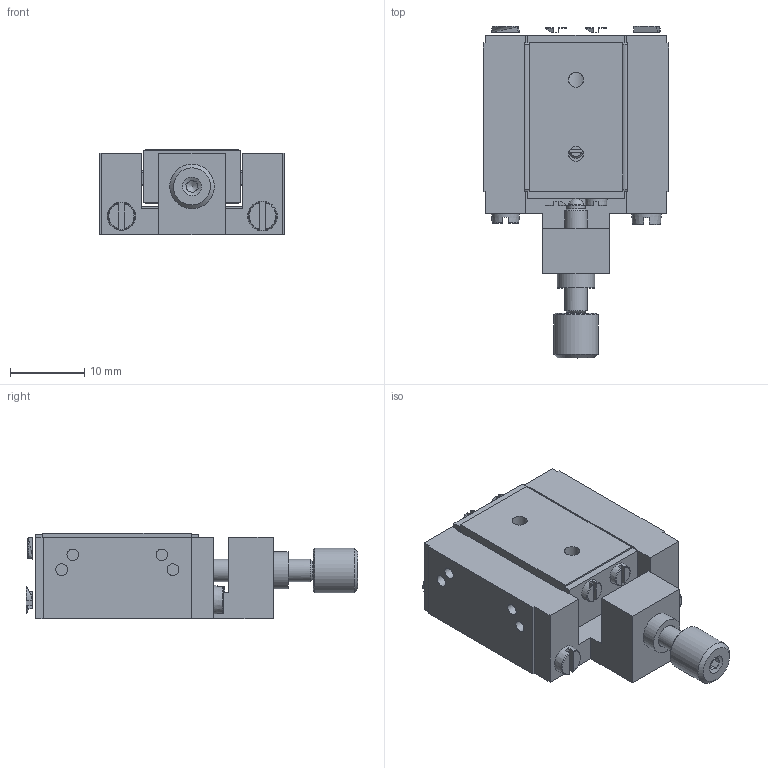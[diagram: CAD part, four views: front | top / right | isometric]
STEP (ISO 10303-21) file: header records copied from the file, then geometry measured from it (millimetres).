
FILE_DESCRIPTION(/* description */ (''),/* implementation_level */ '2;1');
FILE_NAME(/* name */ '02SS_FAS.stp',/* time_stamp */ '2021-12-07T18:41:11+03:00',/* author */ ('NPeplov'),/* organization */ (''),/* preprocessor_version */ 'ST-DEVELOPER v17.2',/* originating_system */ 'Autodesk Inventor 2019',/* authorisation */ '');
FILE_SCHEMA (('AUTOMOTIVE_DESIGN { 1 0 10303 214 3 1 1 }'));
Length unit declared in the file: millimetre
Products named in the file (1): 02SS _ FAS_Shrinkwrap_1
Bounding box: 25 x 44.73 x 11.5 mm (x, y, z)
Volume: 6196 mm3; surface area: 5798.2 mm2
Topology: 2 solids, 2 shells, 254 faces, 697 edges, 468 vertices
Faces by surface type: plane 158, cylinder 42, cone 27, torus 24, sphere 3
Full cylindrical faces by diameter (mm): 1.5 x2, 1.567 x9, 2 x8, 2.013 x6, 2.45 x1, 2.5 x1, 3 x3, 4 x1, 5 x1, 6 x1
Entity records: 8923 total; most frequent: CARTESIAN_POINT 2045, ORIENTED_EDGE 1394, DIRECTION 1351, EDGE_CURVE 697, AXIS2_PLACEMENT_3D 500, VERTEX_POINT 468, LINE 351, VECTOR 351
